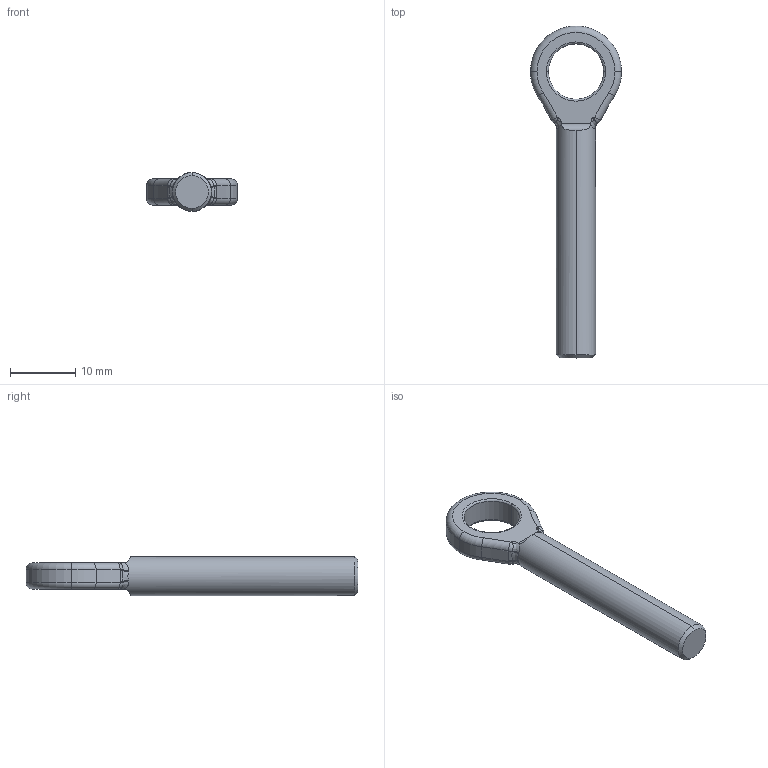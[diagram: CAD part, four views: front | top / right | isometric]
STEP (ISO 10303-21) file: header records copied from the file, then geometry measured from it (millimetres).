
FILE_DESCRIPTION (( 'STEP AP203' ), '1' );
FILE_NAME ('A14_7333-M6.STEP', '2024-06-06T09:05:41', ( '' ), ( '' ), 'SwSTEP 2.0', 'SolidWorks 2019', '' );
FILE_SCHEMA (( 'CONFIG_CONTROL_DESIGN' ));
Length unit declared in the file: millimetre
Products named in the file (1): A14_7333-M6
Bounding box: 14 x 51 x 6 mm (x, y, z)
Volume: 1431.6 mm3; surface area: 1148.6 mm2
Topology: 1 solids, 1 shells, 58 faces, 134 edges, 78 vertices
Faces by surface type: cylinder 19, bspline 16, torus 14, sphere 4, plane 3, cone 2
Entity records: 2085 total; most frequent: CARTESIAN_POINT 785, ORIENTED_EDGE 268, DIRECTION 250, EDGE_CURVE 134, AXIS2_PLACEMENT_3D 115, VERTEX_POINT 78, CIRCLE 72, EDGE_LOOP 60
